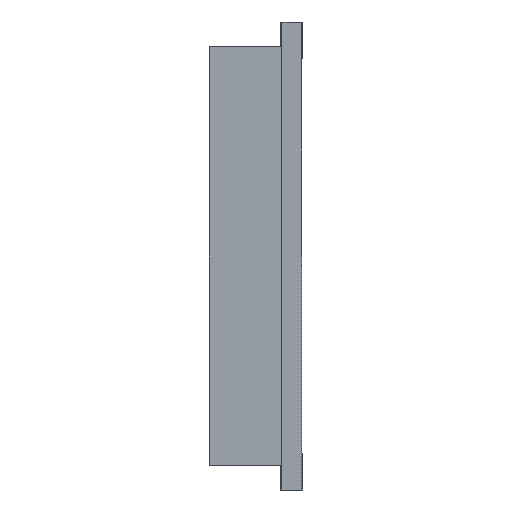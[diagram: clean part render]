
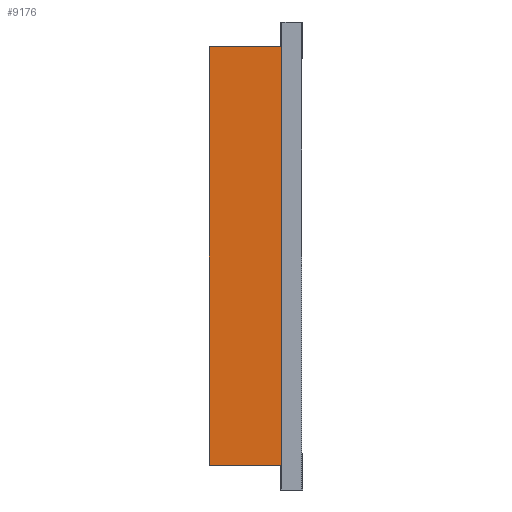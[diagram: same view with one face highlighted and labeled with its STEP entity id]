
A CAD part, left-side view. The second image highlights one B-rep face of the part: STEP entity #9176.
In plain terms, the highlighted planar face has unit normal (-1, 0, 0).
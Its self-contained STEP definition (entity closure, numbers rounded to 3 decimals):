
#1719 = FACE_OUTER_BOUND ( 'NONE', #7923, .T. ) ;
#1722 = AXIS2_PLACEMENT_3D ( 'NONE', #2856, #2857, #2858 ) ;
#2513 = CARTESIAN_POINT ( 'NONE',  ( -12.55, 0., -8.5 ) ) ;
#2514 = CARTESIAN_POINT ( 'NONE',  ( -12.55, 0., 8.5 ) ) ;
#2515 = CARTESIAN_POINT ( 'NONE',  ( -12.55, -2.95, -8.5 ) ) ;
#2516 = CARTESIAN_POINT ( 'NONE',  ( -12.55, -2.95, 8.5 ) ) ;
#2855 = PLANE ( 'NONE',  #1722 ) ;
#2856 = CARTESIAN_POINT ( 'NONE',  ( -12.55, -2.95, -8.5 ) ) ;
#2857 = DIRECTION ( 'NONE',  ( -1., 0., 0. ) ) ;
#2858 = DIRECTION ( 'NONE',  ( 0., 0., 1. ) ) ;
#5045 = EDGE_CURVE ( 'NONE', #7641, #7639, #11691, .T. ) ;
#5046 = EDGE_CURVE ( 'NONE', #7639, #7640, #11694, .T. ) ;
#5047 = EDGE_CURVE ( 'NONE', #7641, #7642, #11697, .T. ) ;
#5048 = EDGE_CURVE ( 'NONE', #7642, #7640, #11700, .T. ) ;
#7639 = VERTEX_POINT ( 'NONE', #2513 ) ;
#7640 = VERTEX_POINT ( 'NONE', #2514 ) ;
#7641 = VERTEX_POINT ( 'NONE', #2515 ) ;
#7642 = VERTEX_POINT ( 'NONE', #2516 ) ;
#7816 = ORIENTED_EDGE ( 'NONE', *, *, #5046, .F. ) ;
#7817 = ORIENTED_EDGE ( 'NONE', *, *, #5047, .T. ) ;
#7818 = ORIENTED_EDGE ( 'NONE', *, *, #5045, .F. ) ;
#7819 = ORIENTED_EDGE ( 'NONE', *, *, #5048, .T. ) ;
#7923 = EDGE_LOOP ( 'NONE', ( #7816, #7818, #7817, #7819 ) ) ;
#9176 = ADVANCED_FACE ( 'NONE', ( #1719 ), #2855, .T. ) ;
#11691 = LINE ( 'NONE', #11692, #12585 ) ;
#11692 = CARTESIAN_POINT ( 'NONE',  ( -12.55, -2.95, -8.5 ) ) ;
#11693 = DIRECTION ( 'NONE',  ( 0., 1., 0. ) ) ;
#11694 = LINE ( 'NONE', #11695, #12586 ) ;
#11695 = CARTESIAN_POINT ( 'NONE',  ( -12.55, 0., -8.5 ) ) ;
#11696 = DIRECTION ( 'NONE',  ( 0., 0., 1. ) ) ;
#11697 = LINE ( 'NONE', #11698, #12587 ) ;
#11698 = CARTESIAN_POINT ( 'NONE',  ( -12.55, -2.95, -8.5 ) ) ;
#11699 = DIRECTION ( 'NONE',  ( 0., 0., 1. ) ) ;
#11700 = LINE ( 'NONE', #11701, #12588 ) ;
#11701 = CARTESIAN_POINT ( 'NONE',  ( -12.55, -2.95, 8.5 ) ) ;
#11702 = DIRECTION ( 'NONE',  ( 0., 1., 0. ) ) ;
#12585 = VECTOR ( 'NONE', #11693, 1000. ) ;
#12586 = VECTOR ( 'NONE', #11696, 1000. ) ;
#12587 = VECTOR ( 'NONE', #11699, 1000. ) ;
#12588 = VECTOR ( 'NONE', #11702, 1000. ) ;
